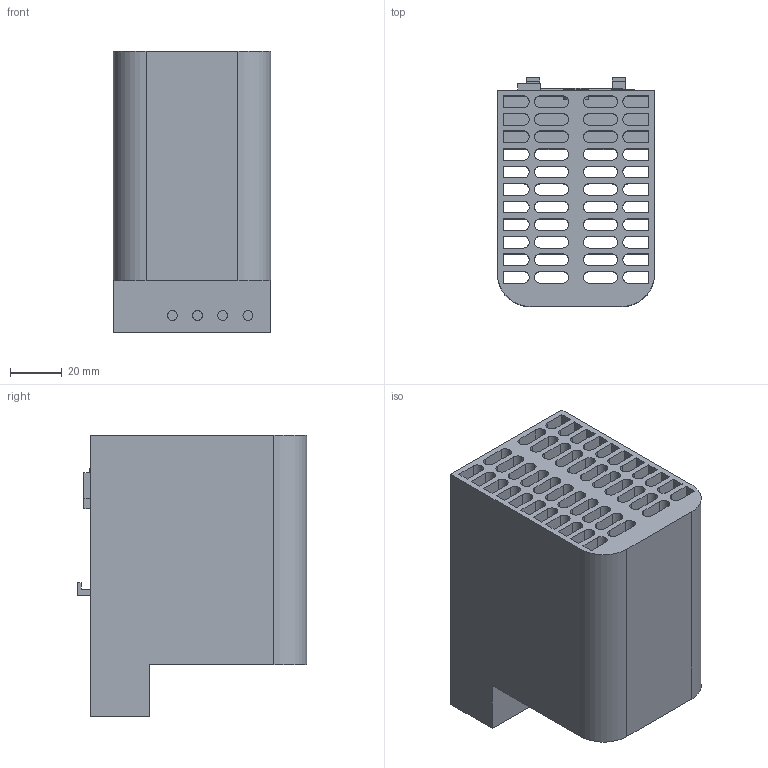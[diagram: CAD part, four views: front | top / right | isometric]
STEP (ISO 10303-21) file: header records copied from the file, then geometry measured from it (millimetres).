
FILE_DESCRIPTION(('STEP AP242'),'1');
FILE_NAME('nsycr10wu1c.stp','2019-08-05T10:15:28',('TraceParts'),('TraceParts S.A.'),'Spatial InterOp 3D',' ',' ');
FILE_SCHEMA(('AP242_MANAGED_MODEL_BASED_3D_ENGINEERING_MIM_LF {1 0 10303 442 1 1 4}'));
Length unit declared in the file: millimetre
Products named in the file (1): nsycr10wu1c
Bounding box: 60.96 x 88.9 x 109.22 mm (x, y, z)
Volume: 279558.2 mm3; surface area: 152064.5 mm2
Topology: 1 solids, 1 shells, 393 faces, 1083 edges, 716 vertices
Faces by surface type: plane 225, cylinder 159, bspline 9
Entity records: 15990 total; most frequent: CARTESIAN_POINT 2380, DIRECTION 2190, ORIENTED_EDGE 2166, EDGE_CURVE 1083, AXIS2_PLACEMENT_3D 730, LINE 730, VECTOR 730, VERTEX_POINT 716
